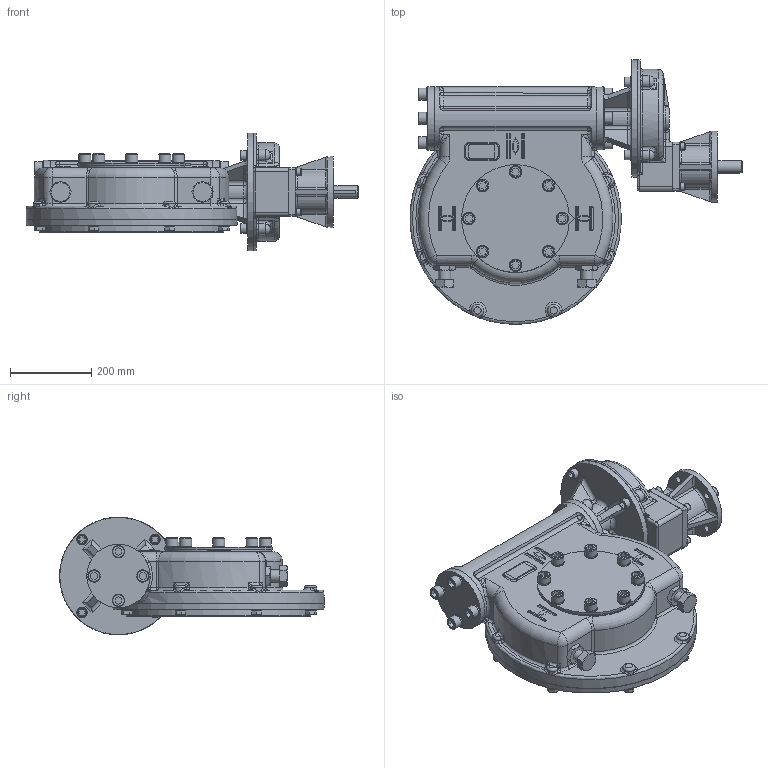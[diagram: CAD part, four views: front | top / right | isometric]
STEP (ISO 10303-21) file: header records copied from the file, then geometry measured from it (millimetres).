
FILE_DESCRIPTION(/* description */ ('Unknown'),/* implementation_level */ '2;1');
FILE_NAME(/* name */ 'PUB-IW82FBIRS-F14-F40',/* time_stamp */ '2016-07-11T14:48:18+01:00',/* author */ ('Unknown'),/* organization */ ('Unknown'),/* preprocessor_version */ 'ST-DEVELOPER v16',/* originating_system */ 'DEX',/* authorisation */ $);
FILE_SCHEMA (('AUTOMOTIVE_DESIGN {1 0 10303 214 3 1 1}'));
Products named in the file (1): PUB-IW82FBIRS-F14-F40
Bounding box: 817.13 x 650.94 x 289.28 mm (x, y, z)
Surface area: 1538474.2 mm2 (no closed solid volume)
Topology: 0 solids, 104 shells, 1422 faces, 4955 edges, 3575 vertices
Faces by surface type: plane 660, cylinder 327, torus 136, cone 118, bspline 117, sphere 64
Full cylindrical faces by diameter (mm): 16.5 x4, 17 x8, 18 x4, 19 x4, 24 x4, 30 x19, 30.7 x16, 31.67 x13, 50 x1, 100 x1, 155 x1, 175 x1, 195 x1, 260 x1, 289 x1, 454.5 x1
Entity records: 73323 total; most frequent: CARTESIAN_POINT 33816, DIRECTION 7288, ORIENTED_EDGE 7279, EDGE_CURVE 4676, VERTEX_POINT 3524, AXIS2_PLACEMENT_3D 2553, LINE 2182, VECTOR 2182
